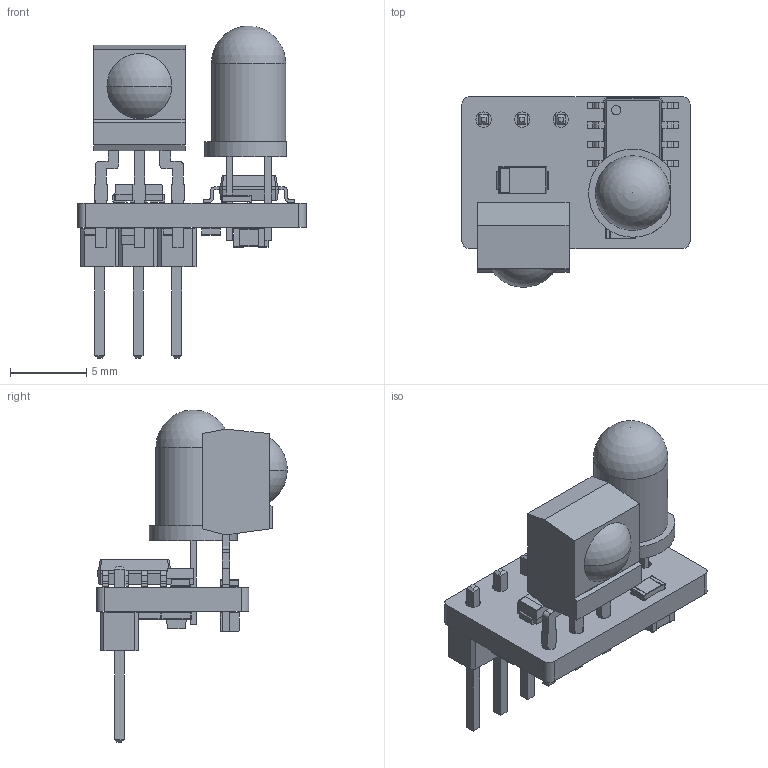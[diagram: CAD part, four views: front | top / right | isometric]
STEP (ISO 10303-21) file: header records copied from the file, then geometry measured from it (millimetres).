
FILE_DESCRIPTION(('KiCad electronic assembly'),'2;1');
FILE_NAME('proxima_sensor_board.step','2021-08-02T17:13:57',('An Author' ),('A Company'),'Open CASCADE STEP processor 6.9', 'KiCad to STEP converter','Unknown');
FILE_SCHEMA(('AUTOMOTIVE_DESIGN { 1 0 10303 214 1 1 1 1 }'));
Length unit declared in the file: millimetre
Products named in the file (18): Open CASCADE STEP translator 6.9 1; PinHeader_1x03_P2.54mm_Vertical; SOLID; CP_EIA-3216-10_Kemet-I; SOIC-8_3.9x4.9mm_P1.27mm; Vishay_MOLD-3Pin; R_0805_2012Metric; LED_0805_2012Metric; LED_D5.0mm_IRGrey; C_0805_2012Metric; COMPOUND
Assembly tree (22 placements, depth 3):
  Open CASCADE STEP translator 6.9 1
    PinHeader_1x03_P2.54mm_Vertical
      SOLID
    CP_EIA-3216-10_Kemet-I
      SOLID
    SOIC-8_3.9x4.9mm_P1.27mm
      SOLID
    Vishay_MOLD-3Pin
      SOLID
    R_0805_2012Metric  x5
      SOLID
    LED_0805_2012Metric
      SOLID
    LED_D5.0mm_IRGrey
      SOLID
    C_0805_2012Metric  x2
      SOLID
    COMPOUND
Bounding box: 15 x 12.55 x 21.84 mm (x, y, z)
Volume: 688.1 mm3; surface area: 1171.8 mm2
Topology: 14 solids, 14 shells, 617 faces, 1599 edges, 1027 vertices
Faces by surface type: plane 447, cylinder 127, bspline 40, sphere 3
Full cylindrical faces by diameter (mm): 0.6 x1, 0.9 x5, 1 x3, 4.9 x1
Entity records: 34899 total; most frequent: CARTESIAN_POINT 6151, DIRECTION 4631, LINE 3263, VECTOR 3263, ORIENTED_EDGE 2508, PCURVE 2508, DEFINITIONAL_REPRESENTATION 2508, EDGE_CURVE 1254
